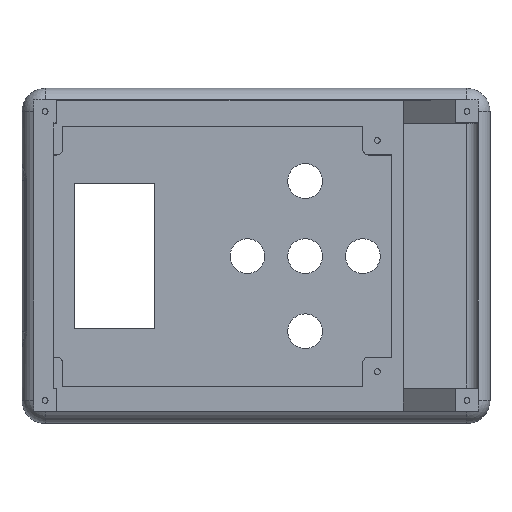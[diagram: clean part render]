
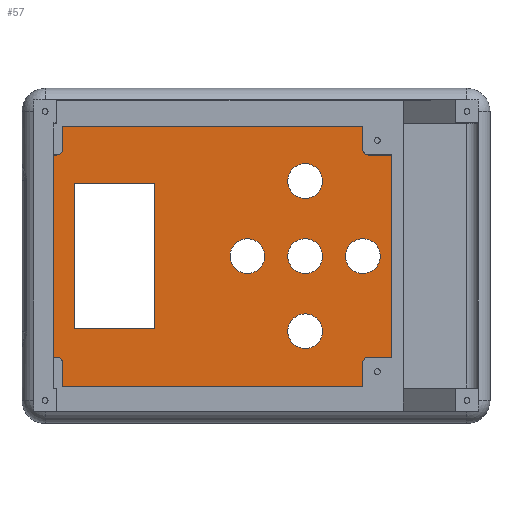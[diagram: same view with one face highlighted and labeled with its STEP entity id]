
A CAD part, top view. The second image highlights one B-rep face of the part: STEP entity #57.
In plain terms, the highlighted planar face has unit normal (0, 0, 1).
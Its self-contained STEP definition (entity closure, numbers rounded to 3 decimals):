
#57=ADVANCED_FACE('',(#1453,#1455,#1457,#1459,#1461,#1463,#1465),#1467,.T.);
#1453=FACE_BOUND('',#1454,.T.);
#1454=EDGE_LOOP('',(#2753,#2754,#2755,#2756,#2757,#2758,#2759,#2760,#2761,#2762,
#2763,#2764,#2765,#2766,#2767,#2768));
#1455=FACE_BOUND('',#1456,.T.);
#1456=EDGE_LOOP('',(#2769,#2770,#2771,#2772));
#1457=FACE_BOUND('',#1458,.T.);
#1458=EDGE_LOOP('',(#2773));
#1459=FACE_BOUND('',#1460,.T.);
#1460=EDGE_LOOP('',(#2774));
#1461=FACE_BOUND('',#1462,.T.);
#1462=EDGE_LOOP('',(#2775));
#1463=FACE_BOUND('',#1464,.T.);
#1464=EDGE_LOOP('',(#2776));
#1465=FACE_BOUND('',#1466,.T.);
#1466=EDGE_LOOP('',(#2777));
#1467=PLANE('',#1468);
#1468=AXIS2_PLACEMENT_3D('',#1469,#1470,#1471);
#1469=CARTESIAN_POINT('',(0.,0.,2.));
#1470=DIRECTION('',(0.,0.,1.));
#1471=DIRECTION('',(0.,1.,0.));
#2753=ORIENTED_EDGE('',*,*,#3461,.F.);
#2754=ORIENTED_EDGE('',*,*,#3462,.F.);
#2755=ORIENTED_EDGE('',*,*,#3463,.F.);
#2756=ORIENTED_EDGE('',*,*,#3464,.F.);
#2757=ORIENTED_EDGE('',*,*,#3465,.F.);
#2758=ORIENTED_EDGE('',*,*,#3466,.F.);
#2759=ORIENTED_EDGE('',*,*,#3467,.F.);
#2760=ORIENTED_EDGE('',*,*,#3468,.F.);
#2761=ORIENTED_EDGE('',*,*,#3469,.F.);
#2762=ORIENTED_EDGE('',*,*,#3470,.F.);
#2763=ORIENTED_EDGE('',*,*,#3471,.F.);
#2764=ORIENTED_EDGE('',*,*,#3472,.F.);
#2765=ORIENTED_EDGE('',*,*,#3473,.F.);
#2766=ORIENTED_EDGE('',*,*,#3474,.F.);
#2767=ORIENTED_EDGE('',*,*,#3475,.F.);
#2768=ORIENTED_EDGE('',*,*,#3476,.F.);
#2769=ORIENTED_EDGE('',*,*,#3477,.T.);
#2770=ORIENTED_EDGE('',*,*,#3478,.T.);
#2771=ORIENTED_EDGE('',*,*,#3479,.T.);
#2772=ORIENTED_EDGE('',*,*,#3480,.T.);
#2773=ORIENTED_EDGE('',*,*,#3481,.T.);
#2774=ORIENTED_EDGE('',*,*,#3482,.T.);
#2775=ORIENTED_EDGE('',*,*,#3483,.T.);
#2776=ORIENTED_EDGE('',*,*,#3484,.T.);
#2777=ORIENTED_EDGE('',*,*,#3485,.T.);
#3461=EDGE_CURVE('',#3828,#3829,#3830,.F.);
#3462=EDGE_CURVE('',#3831,#3828,#3832,.T.);
#3463=EDGE_CURVE('',#3833,#3831,#3834,.T.);
#3464=EDGE_CURVE('',#3835,#3833,#3836,.T.);
#3465=EDGE_CURVE('',#3837,#3835,#3838,.F.);
#3466=EDGE_CURVE('',#3839,#3837,#3840,.T.);
#3467=EDGE_CURVE('',#3841,#3839,#3842,.T.);
#3468=EDGE_CURVE('',#3843,#3841,#3844,.T.);
#3469=EDGE_CURVE('',#3845,#3843,#3846,.F.);
#3470=EDGE_CURVE('',#3847,#3845,#3848,.T.);
#3471=EDGE_CURVE('',#3849,#3847,#3850,.T.);
#3472=EDGE_CURVE('',#3851,#3849,#3852,.T.);
#3473=EDGE_CURVE('',#3853,#3851,#3854,.F.);
#3474=EDGE_CURVE('',#3855,#3853,#3856,.T.);
#3475=EDGE_CURVE('',#3857,#3855,#3858,.F.);
#3476=EDGE_CURVE('',#3829,#3857,#3859,.T.);
#3477=EDGE_CURVE('',#3860,#3861,#3862,.F.);
#3478=EDGE_CURVE('',#3861,#3863,#3864,.F.);
#3479=EDGE_CURVE('',#3863,#3865,#3866,.F.);
#3480=EDGE_CURVE('',#3865,#3860,#3867,.F.);
#3481=EDGE_CURVE('',#3868,#3868,#3869,.T.);
#3482=EDGE_CURVE('',#3870,#3870,#3871,.T.);
#3483=EDGE_CURVE('',#3872,#3872,#3873,.T.);
#3484=EDGE_CURVE('',#3874,#3874,#3875,.T.);
#3485=EDGE_CURVE('',#3876,#3876,#3877,.T.);
#3828=VERTEX_POINT('',#4443);
#3829=VERTEX_POINT('',#4444);
#3830=CIRCLE('',#4445,1.);
#3831=VERTEX_POINT('',#4449);
#3832=LINE('',#4450,#4451);
#3833=VERTEX_POINT('',#4453);
#3834=LINE('',#4454,#4455);
#3835=VERTEX_POINT('',#4457);
#3836=LINE('',#4458,#4459);
#3837=VERTEX_POINT('',#4461);
#3838=CIRCLE('',#4462,1.);
#3839=VERTEX_POINT('',#4466);
#3840=LINE('',#4467,#4468);
#3841=VERTEX_POINT('',#4470);
#3842=LINE('',#4471,#4472);
#3843=VERTEX_POINT('',#4474);
#3844=LINE('',#4475,#4476);
#3845=VERTEX_POINT('',#4478);
#3846=CIRCLE('',#4479,1.);
#3847=VERTEX_POINT('',#4483);
#3848=LINE('',#4484,#4485);
#3849=VERTEX_POINT('',#4487);
#3850=LINE('',#4488,#4489);
#3851=VERTEX_POINT('',#4491);
#3852=LINE('',#4492,#4493);
#3853=VERTEX_POINT('',#4495);
#3854=CIRCLE('',#4496,1.);
#3855=VERTEX_POINT('',#4500);
#3856=LINE('',#4501,#4502);
#3857=VERTEX_POINT('',#4504);
#3858=LINE('',#4505,#4506);
#3859=LINE('',#4508,#4509);
#3860=VERTEX_POINT('',#4511);
#3861=VERTEX_POINT('',#4512);
#3862=LINE('',#4513,#4514);
#3863=VERTEX_POINT('',#4516);
#3864=LINE('',#4517,#4518);
#3865=VERTEX_POINT('',#4520);
#3866=LINE('',#4521,#4522);
#3867=LINE('',#4524,#4525);
#3868=VERTEX_POINT('',#4527);
#3869=CIRCLE('',#4528,3.);
#3870=VERTEX_POINT('',#4532);
#3871=CIRCLE('',#4533,3.);
#3872=VERTEX_POINT('',#4537);
#3873=CIRCLE('',#4538,3.);
#3874=VERTEX_POINT('',#4542);
#3875=CIRCLE('',#4543,3.);
#3876=VERTEX_POINT('',#4547);
#3877=CIRCLE('',#4548,3.);
#4443=CARTESIAN_POINT('',(-26.,-18.5,2.));
#4444=CARTESIAN_POINT('',(-27.,-17.5,2.));
#4445=AXIS2_PLACEMENT_3D('',#4446,#4447,#4448);
#4446=CARTESIAN_POINT('',(-27.,-18.5,2.));
#4447=DIRECTION('',(0.,0.,-1.));
#4448=DIRECTION('',(0.,1.,0.));
#4449=CARTESIAN_POINT('',(-26.,-22.5,2.));
#4450=CARTESIAN_POINT('',(-26.,-22.5,2.));
#4451=VECTOR('',#4452,1.);
#4452=DIRECTION('',(0.,1.,0.));
#4453=CARTESIAN_POINT('',(26.,-22.5,2.));
#4454=CARTESIAN_POINT('',(26.,-22.5,2.));
#4455=VECTOR('',#4456,1.);
#4456=DIRECTION('',(-1.,0.,0.));
#4457=CARTESIAN_POINT('',(26.,-18.5,2.));
#4458=CARTESIAN_POINT('',(26.,-18.5,2.));
#4459=VECTOR('',#4460,1.);
#4460=DIRECTION('',(0.,-1.,0.));
#4461=CARTESIAN_POINT('',(27.,-17.5,2.));
#4462=AXIS2_PLACEMENT_3D('',#4463,#4464,#4465);
#4463=CARTESIAN_POINT('',(27.,-18.5,2.));
#4464=DIRECTION('',(0.,0.,-1.));
#4465=DIRECTION('',(-1.,0.,0.));
#4466=CARTESIAN_POINT('',(31.,-17.5,2.));
#4467=CARTESIAN_POINT('',(31.,-17.5,2.));
#4468=VECTOR('',#4469,1.);
#4469=DIRECTION('',(-1.,0.,0.));
#4470=CARTESIAN_POINT('',(31.,17.5,2.));
#4471=CARTESIAN_POINT('',(31.,17.5,2.));
#4472=VECTOR('',#4473,1.);
#4473=DIRECTION('',(0.,-1.,0.));
#4474=CARTESIAN_POINT('',(27.,17.5,2.));
#4475=CARTESIAN_POINT('',(27.,17.5,2.));
#4476=VECTOR('',#4477,1.);
#4477=DIRECTION('',(1.,0.,0.));
#4478=CARTESIAN_POINT('',(26.,18.5,2.));
#4479=AXIS2_PLACEMENT_3D('',#4480,#4481,#4482);
#4480=CARTESIAN_POINT('',(27.,18.5,2.));
#4481=DIRECTION('',(0.,0.,-1.));
#4482=DIRECTION('',(0.,-1.,0.));
#4483=CARTESIAN_POINT('',(26.,22.5,2.));
#4484=CARTESIAN_POINT('',(26.,22.5,2.));
#4485=VECTOR('',#4486,1.);
#4486=DIRECTION('',(0.,-1.,0.));
#4487=CARTESIAN_POINT('',(-26.,22.5,2.));
#4488=CARTESIAN_POINT('',(-26.,22.5,2.));
#4489=VECTOR('',#4490,1.);
#4490=DIRECTION('',(1.,0.,0.));
#4491=CARTESIAN_POINT('',(-26.,18.5,2.));
#4492=CARTESIAN_POINT('',(-26.,18.5,2.));
#4493=VECTOR('',#4494,1.);
#4494=DIRECTION('',(0.,1.,0.));
#4495=CARTESIAN_POINT('',(-27.,17.5,2.));
#4496=AXIS2_PLACEMENT_3D('',#4497,#4498,#4499);
#4497=CARTESIAN_POINT('',(-27.,18.5,2.));
#4498=DIRECTION('',(0.,0.,-1.));
#4499=DIRECTION('',(1.,0.,0.));
#4500=CARTESIAN_POINT('',(-29.,17.5,2.));
#4501=CARTESIAN_POINT('',(-29.,17.5,2.));
#4502=VECTOR('',#4503,1.);
#4503=DIRECTION('',(1.,0.,0.));
#4504=CARTESIAN_POINT('',(-29.,-17.5,2.));
#4505=CARTESIAN_POINT('',(-29.,17.5,2.));
#4506=VECTOR('',#4507,1.);
#4507=DIRECTION('',(0.,-1.,0.));
#4508=CARTESIAN_POINT('',(-27.,-17.5,2.));
#4509=VECTOR('',#4510,1.);
#4510=DIRECTION('',(-1.,0.,0.));
#4511=CARTESIAN_POINT('',(-24.,-12.5,2.));
#4512=CARTESIAN_POINT('',(-24.,12.5,2.));
#4513=CARTESIAN_POINT('',(-24.,12.5,2.));
#4514=VECTOR('',#4515,1.);
#4515=DIRECTION('',(0.,-1.,0.));
#4516=CARTESIAN_POINT('',(-10.,12.5,2.));
#4517=CARTESIAN_POINT('',(-10.,12.5,2.));
#4518=VECTOR('',#4519,1.);
#4519=DIRECTION('',(-1.,0.,0.));
#4520=CARTESIAN_POINT('',(-10.,-12.5,2.));
#4521=CARTESIAN_POINT('',(-10.,-12.5,2.));
#4522=VECTOR('',#4523,1.);
#4523=DIRECTION('',(0.,1.,0.));
#4524=CARTESIAN_POINT('',(-24.,-12.5,2.));
#4525=VECTOR('',#4526,1.);
#4526=DIRECTION('',(1.,0.,0.));
#4527=CARTESIAN_POINT('',(6.,-3.,2.));
#4528=AXIS2_PLACEMENT_3D('',#4529,#4530,#4531);
#4529=CARTESIAN_POINT('',(6.,0.,2.));
#4530=DIRECTION('',(0.,0.,-1.));
#4531=DIRECTION('',(0.,-1.,0.));
#4532=CARTESIAN_POINT('',(16.,-3.,2.));
#4533=AXIS2_PLACEMENT_3D('',#4534,#4535,#4536);
#4534=CARTESIAN_POINT('',(16.,0.,2.));
#4535=DIRECTION('',(0.,0.,-1.));
#4536=DIRECTION('',(0.,-1.,0.));
#4537=CARTESIAN_POINT('',(26.,-3.,2.));
#4538=AXIS2_PLACEMENT_3D('',#4539,#4540,#4541);
#4539=CARTESIAN_POINT('',(26.,0.,2.));
#4540=DIRECTION('',(0.,0.,-1.));
#4541=DIRECTION('',(0.,-1.,0.));
#4542=CARTESIAN_POINT('',(16.,-16.,2.));
#4543=AXIS2_PLACEMENT_3D('',#4544,#4545,#4546);
#4544=CARTESIAN_POINT('',(16.,-13.,2.));
#4545=DIRECTION('',(0.,0.,-1.));
#4546=DIRECTION('',(0.,-1.,0.));
#4547=CARTESIAN_POINT('',(16.,10.,2.));
#4548=AXIS2_PLACEMENT_3D('',#4549,#4550,#4551);
#4549=CARTESIAN_POINT('',(16.,13.,2.));
#4550=DIRECTION('',(0.,0.,-1.));
#4551=DIRECTION('',(0.,-1.,0.));
